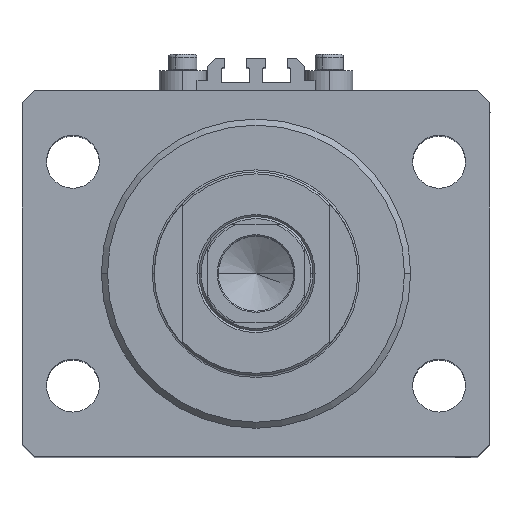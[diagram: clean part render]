
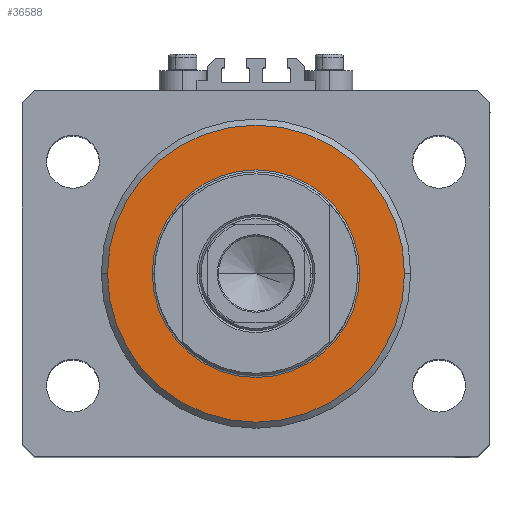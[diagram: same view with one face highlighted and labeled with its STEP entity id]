
A CAD part, top view. The second image highlights one B-rep face of the part: STEP entity #36588.
In plain terms, the highlighted face is planar.
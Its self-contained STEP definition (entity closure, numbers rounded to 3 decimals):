
#173 = CIRCLE ( 'NONE', #43733, 36.5 ) ;
#642 = FACE_OUTER_BOUND ( 'NONE', #25897, .T. ) ;
#4813 = VERTEX_POINT ( 'NONE', #34715 ) ;
#5982 = CARTESIAN_POINT ( 'NONE',  ( 0., 0., 0. ) ) ;
#6134 = EDGE_CURVE ( 'NONE', #37774, #45827, #31420, .T. ) ;
#6385 = CARTESIAN_POINT ( 'NONE',  ( 0., 0., 0. ) ) ;
#6622 = DIRECTION ( 'NONE',  ( 1., 0., 0. ) ) ;
#7340 = CARTESIAN_POINT ( 'NONE',  ( 0., 0., 0. ) ) ;
#8092 = DIRECTION ( 'NONE',  ( 1., 0., 0. ) ) ;
#10694 = DIRECTION ( 'NONE',  ( 1., 0., 0. ) ) ;
#11181 = AXIS2_PLACEMENT_3D ( 'NONE', #7340, #21233, #10694 ) ;
#13074 = ORIENTED_EDGE ( 'NONE', *, *, #23045, .T. ) ;
#14320 = DIRECTION ( 'NONE',  ( 1., 0., 0. ) ) ;
#15280 = PLANE ( 'NONE',  #32329 ) ;
#17207 = CARTESIAN_POINT ( 'NONE',  ( 0., 0., 0. ) ) ;
#18885 = FACE_BOUND ( 'NONE', #38496, .T. ) ;
#20752 = EDGE_CURVE ( 'NONE', #21775, #4813, #43214, .T. ) ;
#21233 = DIRECTION ( 'NONE',  ( 0., 0., 1. ) ) ;
#21775 = VERTEX_POINT ( 'NONE', #29394 ) ;
#22661 = CIRCLE ( 'NONE', #11181, 25.5 ) ;
#23045 = EDGE_CURVE ( 'NONE', #4813, #21775, #22661, .T. ) ;
#23243 = DIRECTION ( 'NONE',  ( 0., 0., -1. ) ) ;
#23667 = DIRECTION ( 'NONE',  ( 0., 0., 1. ) ) ;
#25897 = EDGE_LOOP ( 'NONE', ( #25994, #45884 ) ) ;
#25971 = ORIENTED_EDGE ( 'NONE', *, *, #20752, .T. ) ;
#25994 = ORIENTED_EDGE ( 'NONE', *, *, #6134, .T. ) ;
#26861 = CARTESIAN_POINT ( 'NONE',  ( -36.5, 0., 0. ) ) ;
#29394 = CARTESIAN_POINT ( 'NONE',  ( -25.5, 0., 0. ) ) ;
#31420 = CIRCLE ( 'NONE', #39827, 36.5 ) ;
#32329 = AXIS2_PLACEMENT_3D ( 'NONE', #44446, #40867, #8092 ) ;
#33772 = EDGE_CURVE ( 'NONE', #45827, #37774, #173, .T. ) ;
#34715 = CARTESIAN_POINT ( 'NONE',  ( 25.5, 0., 0. ) ) ;
#36588 = ADVANCED_FACE ( 'NONE', ( #18885, #642 ), #15280, .F. ) ;
#37774 = VERTEX_POINT ( 'NONE', #43962 ) ;
#38496 = EDGE_LOOP ( 'NONE', ( #13074, #25971 ) ) ;
#39394 = AXIS2_PLACEMENT_3D ( 'NONE', #6385, #23667, #6622 ) ;
#39827 = AXIS2_PLACEMENT_3D ( 'NONE', #17207, #43270, #14320 ) ;
#40867 = DIRECTION ( 'NONE',  ( 0., 0., 1. ) ) ;
#41885 = DIRECTION ( 'NONE',  ( 1., 0., 0. ) ) ;
#43214 = CIRCLE ( 'NONE', #39394, 25.5 ) ;
#43270 = DIRECTION ( 'NONE',  ( 0., 0., -1. ) ) ;
#43733 = AXIS2_PLACEMENT_3D ( 'NONE', #5982, #23243, #41885 ) ;
#43962 = CARTESIAN_POINT ( 'NONE',  ( 36.5, 0., 0. ) ) ;
#44446 = CARTESIAN_POINT ( 'NONE',  ( 0., 0., 0. ) ) ;
#45827 = VERTEX_POINT ( 'NONE', #26861 ) ;
#45884 = ORIENTED_EDGE ( 'NONE', *, *, #33772, .T. ) ;
